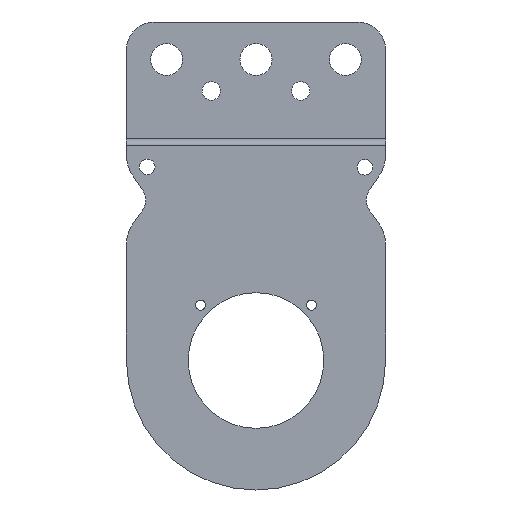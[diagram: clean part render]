
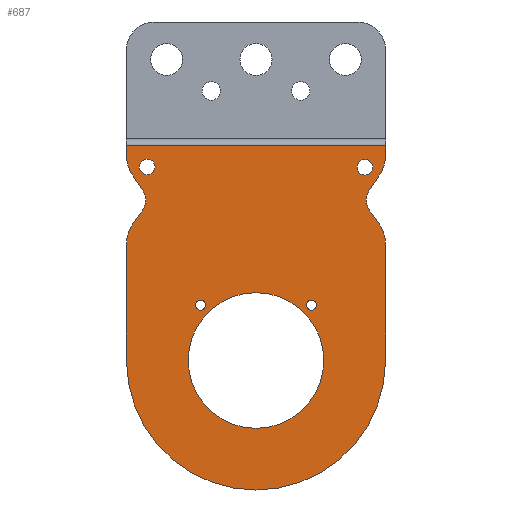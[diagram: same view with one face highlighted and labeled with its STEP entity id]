
A CAD part, left-side view. The second image highlights one B-rep face of the part: STEP entity #687.
In plain terms, the highlighted planar face has unit normal (-1, 0, 0).
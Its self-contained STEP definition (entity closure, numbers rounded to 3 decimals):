
#18=FACE_BOUND('',#95,.T.);
#19=FACE_BOUND('',#96,.T.);
#20=FACE_BOUND('',#97,.T.);
#21=FACE_BOUND('',#98,.T.);
#22=FACE_BOUND('',#99,.T.);
#40=PLANE('',#747);
#58=FACE_OUTER_BOUND('',#94,.T.);
#94=EDGE_LOOP('',(#490,#491,#492,#493,#494,#495,#496,#497,#498,#499,#500,
#501,#502,#503,#504,#505));
#95=EDGE_LOOP('',(#506));
#96=EDGE_LOOP('',(#507));
#97=EDGE_LOOP('',(#508));
#98=EDGE_LOOP('',(#509));
#99=EDGE_LOOP('',(#510));
#148=LINE('',#1051,#204);
#152=LINE('',#1063,#208);
#155=LINE('',#1073,#211);
#156=LINE('',#1075,#212);
#157=LINE('',#1077,#213);
#158=LINE('',#1081,#214);
#159=LINE('',#1085,#215);
#160=LINE('',#1089,#216);
#161=LINE('',#1092,#217);
#204=VECTOR('',#836,10.);
#208=VECTOR('',#848,10.);
#211=VECTOR('',#859,10.);
#212=VECTOR('',#860,10.);
#213=VECTOR('',#861,10.);
#214=VECTOR('',#864,10.);
#215=VECTOR('',#867,10.);
#216=VECTOR('',#870,10.);
#217=VECTOR('',#873,10.);
#260=CIRCLE('',#738,6.);
#262=CIRCLE('',#742,3.);
#264=CIRCLE('',#746,6.);
#265=CIRCLE('',#748,6.);
#266=CIRCLE('',#749,3.);
#267=CIRCLE('',#750,6.);
#268=CIRCLE('',#751,21.002);
#269=CIRCLE('',#752,0.812);
#270=CIRCLE('',#753,0.812);
#271=CIRCLE('',#754,11.);
#272=CIRCLE('',#755,1.265);
#273=CIRCLE('',#756,1.265);
#304=VERTEX_POINT('',#1042);
#305=VERTEX_POINT('',#1044);
#307=VERTEX_POINT('',#1050);
#309=VERTEX_POINT('',#1056);
#311=VERTEX_POINT('',#1062);
#313=VERTEX_POINT('',#1068);
#314=VERTEX_POINT('',#1072);
#315=VERTEX_POINT('',#1074);
#316=VERTEX_POINT('',#1076);
#317=VERTEX_POINT('',#1078);
#318=VERTEX_POINT('',#1080);
#319=VERTEX_POINT('',#1082);
#320=VERTEX_POINT('',#1084);
#321=VERTEX_POINT('',#1086);
#322=VERTEX_POINT('',#1088);
#323=VERTEX_POINT('',#1090);
#324=VERTEX_POINT('',#1093);
#325=VERTEX_POINT('',#1095);
#326=VERTEX_POINT('',#1097);
#327=VERTEX_POINT('',#1099);
#328=VERTEX_POINT('',#1101);
#371=EDGE_CURVE('',#305,#304,#260,.T.);
#374=EDGE_CURVE('',#307,#305,#148,.T.);
#377=EDGE_CURVE('',#309,#307,#262,.T.);
#380=EDGE_CURVE('',#311,#309,#152,.T.);
#383=EDGE_CURVE('',#313,#311,#264,.T.);
#385=EDGE_CURVE('',#314,#304,#155,.T.);
#386=EDGE_CURVE('',#314,#315,#156,.T.);
#387=EDGE_CURVE('',#315,#316,#157,.T.);
#388=EDGE_CURVE('',#317,#316,#265,.T.);
#389=EDGE_CURVE('',#317,#318,#158,.T.);
#390=EDGE_CURVE('',#318,#319,#266,.T.);
#391=EDGE_CURVE('',#319,#320,#159,.T.);
#392=EDGE_CURVE('',#321,#320,#267,.T.);
#393=EDGE_CURVE('',#321,#322,#160,.T.);
#394=EDGE_CURVE('',#322,#323,#268,.T.);
#395=EDGE_CURVE('',#313,#323,#161,.T.);
#396=EDGE_CURVE('',#324,#324,#269,.T.);
#397=EDGE_CURVE('',#325,#325,#270,.T.);
#398=EDGE_CURVE('',#326,#326,#271,.T.);
#399=EDGE_CURVE('',#327,#327,#272,.T.);
#400=EDGE_CURVE('',#328,#328,#273,.T.);
#490=ORIENTED_EDGE('',*,*,#383,.T.);
#491=ORIENTED_EDGE('',*,*,#380,.T.);
#492=ORIENTED_EDGE('',*,*,#377,.T.);
#493=ORIENTED_EDGE('',*,*,#374,.T.);
#494=ORIENTED_EDGE('',*,*,#371,.T.);
#495=ORIENTED_EDGE('',*,*,#385,.F.);
#496=ORIENTED_EDGE('',*,*,#386,.T.);
#497=ORIENTED_EDGE('',*,*,#387,.T.);
#498=ORIENTED_EDGE('',*,*,#388,.F.);
#499=ORIENTED_EDGE('',*,*,#389,.T.);
#500=ORIENTED_EDGE('',*,*,#390,.T.);
#501=ORIENTED_EDGE('',*,*,#391,.T.);
#502=ORIENTED_EDGE('',*,*,#392,.F.);
#503=ORIENTED_EDGE('',*,*,#393,.T.);
#504=ORIENTED_EDGE('',*,*,#394,.T.);
#505=ORIENTED_EDGE('',*,*,#395,.F.);
#506=ORIENTED_EDGE('',*,*,#396,.T.);
#507=ORIENTED_EDGE('',*,*,#397,.T.);
#508=ORIENTED_EDGE('',*,*,#398,.T.);
#509=ORIENTED_EDGE('',*,*,#399,.T.);
#510=ORIENTED_EDGE('',*,*,#400,.T.);
#687=ADVANCED_FACE('',(#58,#18,#19,#20,#21,#22),#40,.T.);
#738=AXIS2_PLACEMENT_3D('',#1045,#830,#831);
#742=AXIS2_PLACEMENT_3D('',#1057,#842,#843);
#746=AXIS2_PLACEMENT_3D('',#1069,#854,#855);
#747=AXIS2_PLACEMENT_3D('',#1071,#857,#858);
#748=AXIS2_PLACEMENT_3D('',#1079,#862,#863);
#749=AXIS2_PLACEMENT_3D('',#1083,#865,#866);
#750=AXIS2_PLACEMENT_3D('',#1087,#868,#869);
#751=AXIS2_PLACEMENT_3D('',#1091,#871,#872);
#752=AXIS2_PLACEMENT_3D('',#1094,#874,#875);
#753=AXIS2_PLACEMENT_3D('',#1096,#876,#877);
#754=AXIS2_PLACEMENT_3D('',#1098,#878,#879);
#755=AXIS2_PLACEMENT_3D('',#1100,#880,#881);
#756=AXIS2_PLACEMENT_3D('',#1102,#882,#883);
#830=DIRECTION('center_axis',(-1.,0.,0.));
#831=DIRECTION('ref_axis',(0.,-0.822,-0.569));
#836=DIRECTION('',(0.,-0.569,0.822));
#842=DIRECTION('center_axis',(1.,0.,0.));
#843=DIRECTION('ref_axis',(0.,0.822,0.569));
#848=DIRECTION('',(0.,0.591,0.807));
#854=DIRECTION('center_axis',(-1.,0.,0.));
#855=DIRECTION('ref_axis',(0.,-1.,0.));
#857=DIRECTION('center_axis',(-1.,0.,0.));
#858=DIRECTION('ref_axis',(0.,0.,-1.));
#859=DIRECTION('',(0.,0.,-1.));
#860=DIRECTION('',(0.,1.,0.));
#861=DIRECTION('',(0.,0.,-1.));
#862=DIRECTION('center_axis',(1.,0.,0.));
#863=DIRECTION('ref_axis',(0.,0.955,-0.298));
#864=DIRECTION('',(0.,-0.569,-0.822));
#865=DIRECTION('center_axis',(1.,0.,0.));
#866=DIRECTION('ref_axis',(0.,1.,0.));
#867=DIRECTION('',(0.,0.591,-0.807));
#868=DIRECTION('center_axis',(1.,0.,0.));
#869=DIRECTION('ref_axis',(0.,0.951,0.311));
#870=DIRECTION('',(0.,0.,-1.));
#871=DIRECTION('center_axis',(-1.,0.,0.));
#872=DIRECTION('ref_axis',(0.,0.,-1.));
#873=DIRECTION('',(0.,0.,-1.));
#874=DIRECTION('center_axis',(1.,0.,0.));
#875=DIRECTION('ref_axis',(0.,1.,0.));
#876=DIRECTION('center_axis',(1.,0.,0.));
#877=DIRECTION('ref_axis',(0.,1.,0.));
#878=DIRECTION('center_axis',(1.,0.,0.));
#879=DIRECTION('ref_axis',(0.,0.,-1.));
#880=DIRECTION('center_axis',(1.,0.,0.));
#881=DIRECTION('ref_axis',(0.,0.,
1.));
#882=DIRECTION('center_axis',(1.,0.,0.));
#883=DIRECTION('ref_axis',(0.,0.,
1.));
#1042=CARTESIAN_POINT('',(27.302,-29.18,43.373));
#1044=CARTESIAN_POINT('',(27.302,-28.114,39.96));
#1045=CARTESIAN_POINT('Origin',(27.302,-23.18,43.373));
#1050=CARTESIAN_POINT('',(27.302,-26.612,37.789));
#1051=CARTESIAN_POINT('',(27.302,-19.887,28.065));
#1056=CARTESIAN_POINT('',(27.302,-26.659,34.31));
#1057=CARTESIAN_POINT('Origin',(27.302,-29.08,36.082));
#1062=CARTESIAN_POINT('',(27.302,-28.022,32.448));
#1063=CARTESIAN_POINT('',(27.302,-19.98,43.438));
#1068=CARTESIAN_POINT('',(27.302,-29.18,28.904));
#1069=CARTESIAN_POINT('Origin',(27.302,-23.18,28.904));
#1071=CARTESIAN_POINT('Origin',(27.302,12.82,36.311));
#1072=CARTESIAN_POINT('',(27.302,-29.18,45.));
#1073=CARTESIAN_POINT('',(27.302,-29.18,38.919));
#1074=CARTESIAN_POINT('',(27.302,12.82,45.));
#1075=CARTESIAN_POINT('',(27.302,-8.18,45.));
#1076=CARTESIAN_POINT('',(27.302,12.82,43.373));
#1077=CARTESIAN_POINT('',(27.302,12.82,78.82));
#1078=CARTESIAN_POINT('',(27.302,11.755,39.96));
#1079=CARTESIAN_POINT('Origin',(27.302,6.82,43.373));
#1080=CARTESIAN_POINT('',(27.302,10.253,37.789));
#1081=CARTESIAN_POINT('',(27.302,10.323,37.889));
#1082=CARTESIAN_POINT('',(27.302,10.299,34.31));
#1083=CARTESIAN_POINT('Origin',(27.302,12.72,36.082));
#1084=CARTESIAN_POINT('',(27.302,11.662,32.448));
#1085=CARTESIAN_POINT('',(27.302,11.476,32.702));
#1086=CARTESIAN_POINT('',(27.302,12.82,28.904));
#1087=CARTESIAN_POINT('Origin',(27.302,6.82,28.904));
#1088=CARTESIAN_POINT('',(27.302,12.82,9.788));
#1089=CARTESIAN_POINT('',(27.302,12.82,30.663));
#1090=CARTESIAN_POINT('',(27.302,-29.18,9.788));
#1091=CARTESIAN_POINT('Origin',(27.302,-8.18,10.068));
#1092=CARTESIAN_POINT('',(27.302,-29.18,38.919));
#1093=CARTESIAN_POINT('',(27.302,-17.972,19.048));
#1094=CARTESIAN_POINT('Origin',(27.302,-17.16,19.048));
#1095=CARTESIAN_POINT('',(27.302,-0.011,19.048));
#1096=CARTESIAN_POINT('Origin',(27.302,0.8,19.048));
#1097=CARTESIAN_POINT('',(27.302,-8.18,21.068));
#1098=CARTESIAN_POINT('Origin',(27.302,-8.18,10.068));
#1099=CARTESIAN_POINT('',(27.302,9.46,40.185));
#1100=CARTESIAN_POINT('Origin',(27.302,9.46,41.449));
#1101=CARTESIAN_POINT('',(27.302,-25.835,40.129));
#1102=CARTESIAN_POINT('Origin',(27.302,-25.835,41.393));
